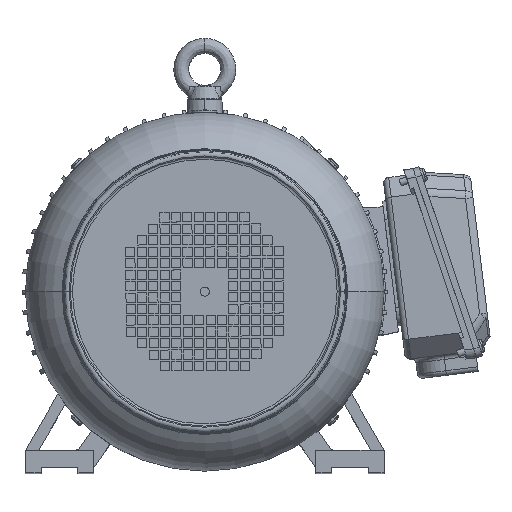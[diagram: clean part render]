
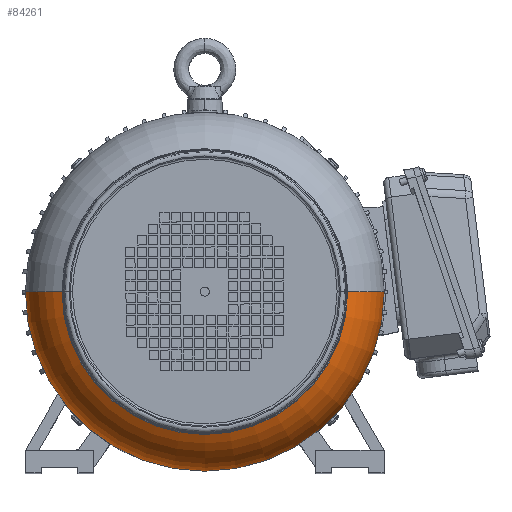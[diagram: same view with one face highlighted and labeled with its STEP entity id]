
A CAD part, top view. The second image highlights one B-rep face of the part: STEP entity #84261.
In plain terms, the highlighted toroidal (fillet/blend) face has major radius 97.5 mm and minor radius 59.5 mm.
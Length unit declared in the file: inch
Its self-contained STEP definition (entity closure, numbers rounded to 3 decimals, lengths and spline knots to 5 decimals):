
#17 = DIRECTION ( 'NONE',  ( -1., 0., 0. ) ) ;
#611 = EDGE_CURVE ( 'NONE', #10000, #62904, #82404, .T. ) ;
#6450 = VERTEX_POINT ( 'NONE', #31220 ) ;
#6709 = ORIENTED_EDGE ( 'NONE', *, *, #611, .F. ) ;
#7016 = CARTESIAN_POINT ( 'NONE',  ( 3.2597, 0.12358, 9.53885 ) ) ;
#7636 = AXIS2_PLACEMENT_3D ( 'NONE', #37864, #11808, #84966 ) ;
#8704 = AXIS2_PLACEMENT_3D ( 'NONE', #11153, #23658, #50074 ) ;
#10000 = VERTEX_POINT ( 'NONE', #46008 ) ;
#11153 = CARTESIAN_POINT ( 'NONE',  ( -0.57888, 0.12358, 9.53885 ) ) ;
#11808 = DIRECTION ( 'NONE',  ( 0., 0., -1. ) ) ;
#13743 = DIRECTION ( 'NONE',  ( 0., 1., 0. ) ) ;
#15624 = VERTEX_POINT ( 'NONE', #38087 ) ;
#16809 = ORIENTED_EDGE ( 'NONE', *, *, #35450, .F. ) ;
#17783 = CIRCLE ( 'NONE', #42369, 2.34252 ) ;
#23658 = DIRECTION ( 'NONE',  ( 0., 0., -1. ) ) ;
#26075 = AXIS2_PLACEMENT_3D ( 'NONE', #7016, #13743, #17 ) ;
#26876 = CIRCLE ( 'NONE', #7636, 4.92318 ) ;
#27256 = EDGE_CURVE ( 'NONE', #15624, #6450, #33362, .T. ) ;
#29176 = CARTESIAN_POINT ( 'NONE',  ( -0.57888, 0.12358, 9.53885 ) ) ;
#31220 = CARTESIAN_POINT ( 'NONE',  ( -6.75999, 0.12358, 9.53885 ) ) ;
#33281 = AXIS2_PLACEMENT_3D ( 'NONE', #76389, #61825, #81986 ) ;
#33362 = CIRCLE ( 'NONE', #8704, 6.1811 ) ;
#34254 = CARTESIAN_POINT ( 'NONE',  ( 5.60222, 0.12358, 9.53885 ) ) ;
#35450 = EDGE_CURVE ( 'NONE', #62904, #15624, #78595, .T. ) ;
#36545 = VERTEX_POINT ( 'NONE', #69903 ) ;
#36792 = DIRECTION ( 'NONE',  ( 0., 1., 0. ) ) ;
#37864 = CARTESIAN_POINT ( 'NONE',  ( -0.57888, 0.12358, 11.61515 ) ) ;
#38087 = CARTESIAN_POINT ( 'NONE',  ( -0.57888, -6.05752, 9.53885 ) ) ;
#42369 = AXIS2_PLACEMENT_3D ( 'NONE', #63450, #56663, #56971 ) ;
#43209 = TOROIDAL_SURFACE ( 'NONE', #33281, 3.83858, 2.34252 ) ;
#46008 = CARTESIAN_POINT ( 'NONE',  ( 4.34429, 0.12358, 11.61515 ) ) ;
#47527 = EDGE_LOOP ( 'NONE', ( #6709, #79725, #68018, #62122, #16809 ) ) ;
#50074 = DIRECTION ( 'NONE',  ( 0., 1., 0. ) ) ;
#51474 = EDGE_CURVE ( 'NONE', #10000, #36545, #26876, .T. ) ;
#56663 = DIRECTION ( 'NONE',  ( 0., -1., 0. ) ) ;
#56971 = DIRECTION ( 'NONE',  ( 0., 0., -1. ) ) ;
#61825 = DIRECTION ( 'NONE',  ( 0., 0., -1. ) ) ;
#62122 = ORIENTED_EDGE ( 'NONE', *, *, #27256, .F. ) ;
#62904 = VERTEX_POINT ( 'NONE', #34254 ) ;
#63450 = CARTESIAN_POINT ( 'NONE',  ( -4.41747, 0.12358, 9.53885 ) ) ;
#65284 = FACE_OUTER_BOUND ( 'NONE', #47527, .T. ) ;
#68018 = ORIENTED_EDGE ( 'NONE', *, *, #86315, .T. ) ;
#69903 = CARTESIAN_POINT ( 'NONE',  ( -5.50206, 0.12358, 11.61515 ) ) ;
#76389 = CARTESIAN_POINT ( 'NONE',  ( -0.57888, 0.12358, 9.53885 ) ) ;
#76909 = DIRECTION ( 'NONE',  ( 0., 0., -1. ) ) ;
#76924 = AXIS2_PLACEMENT_3D ( 'NONE', #29176, #76909, #36792 ) ;
#78595 = CIRCLE ( 'NONE', #76924, 6.1811 ) ;
#79725 = ORIENTED_EDGE ( 'NONE', *, *, #51474, .T. ) ;
#81986 = DIRECTION ( 'NONE',  ( -1., 0., 0. ) ) ;
#82404 = CIRCLE ( 'NONE', #26075, 2.34252 ) ;
#84261 = ADVANCED_FACE ( 'NONE', ( #65284 ), #43209, .T. ) ;
#84966 = DIRECTION ( 'NONE',  ( -1., 0., 0. ) ) ;
#86315 = EDGE_CURVE ( 'NONE', #36545, #6450, #17783, .T. ) ;
